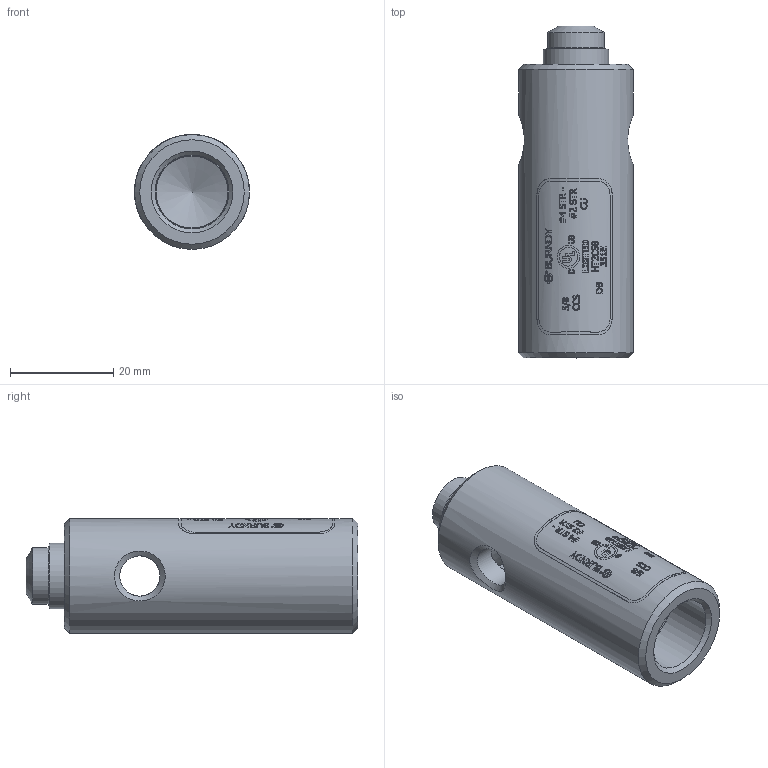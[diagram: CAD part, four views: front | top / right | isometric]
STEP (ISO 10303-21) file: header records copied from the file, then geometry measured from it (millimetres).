
FILE_DESCRIPTION(/* description */ ('BURNDY GROUND TAP CONNECTOR'),/* implementation_level */ '2;1');
FILE_NAME(/* name */ '50130848.stp',/* time_stamp */ '2025-01-15T16:21:55-05:00',/* author */ ('bellis'),/* organization */ (''),/* preprocessor_version */ 'ST-DEVELOPER v18.1',/* originating_system */ 'Autodesk Inventor 2022',/* authorisation */ '');
FILE_SCHEMA (('AUTOMOTIVE_DESIGN { 1 0 10303 214 3 1 1 }'));
Length unit declared in the file: inch
Products named in the file (3): 50130848; 50130850; 50130852
Assembly tree (2 placements, depth 2):
  50130848
    50130850
    50130852
Bounding box: 22.23 x 64.16 x 22.23 mm (x, y, z)
Volume: 16099.5 mm3; surface area: 7625.9 mm2
Topology: 2 solids, 2 shells, 922 faces, 2520 edges, 1678 vertices
Faces by surface type: bspline 433, plane 394, cylinder 85, cone 9, torus 1
Full cylindrical faces by diameter (mm): 7.772 x2, 10.998 x1, 12.446 x1, 12.573 x1, 12.7 x1, 14.046 x1, 14.173 x1, 14.3 x1, 22.225 x1
Entity records: 40169 total; most frequent: CARTESIAN_POINT 19302, ORIENTED_EDGE 5036, DIRECTION 3015, EDGE_CURVE 2518, VERTEX_POINT 1678, LINE 1255, VECTOR 1255, EDGE_LOOP 1004
